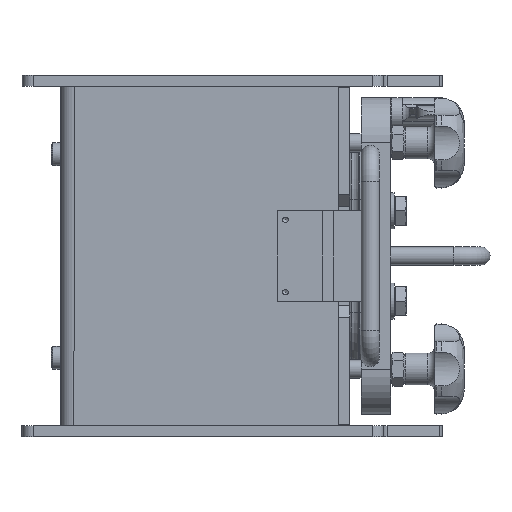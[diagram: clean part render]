
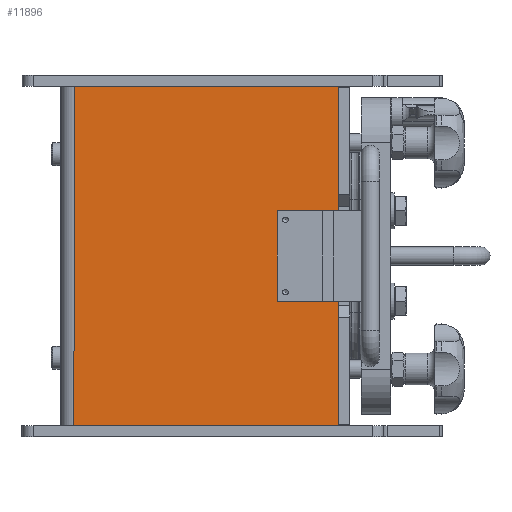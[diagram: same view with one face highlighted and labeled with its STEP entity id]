
A CAD part, left-side view. The second image highlights one B-rep face of the part: STEP entity #11896.
In plain terms, the highlighted planar face has unit normal (-1, 0, 0).
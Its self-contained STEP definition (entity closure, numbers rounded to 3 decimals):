
#598=PLANE('',#12961);
#947=LINE('',#18967,#1694);
#953=LINE('',#18978,#1700);
#960=LINE('',#18992,#1707);
#961=LINE('',#18995,#1708);
#970=LINE('',#19016,#1717);
#1069=LINE('',#19362,#1816);
#1080=LINE('',#19419,#1827);
#1173=LINE('',#19691,#1920);
#1694=VECTOR('',#14751,10.);
#1700=VECTOR('',#14759,10.);
#1707=VECTOR('',#14772,10.);
#1708=VECTOR('',#14775,10.);
#1717=VECTOR('',#14790,10.);
#1816=VECTOR('',#15087,10.);
#1827=VECTOR('',#15136,10.);
#1920=VECTOR('',#15445,10.);
#2650=FACE_OUTER_BOUND('',#3402,.T.);
#3402=EDGE_LOOP('',(#8866,#8867,#8868,#8869,#8870,#8871,#8872,#8873));
#4861=VERTEX_POINT('',#18964);
#4862=VERTEX_POINT('',#18966);
#4866=VERTEX_POINT('',#18976);
#4870=VERTEX_POINT('',#18990);
#4871=VERTEX_POINT('',#18994);
#4880=VERTEX_POINT('',#19014);
#4988=VERTEX_POINT('',#19360);
#5015=VERTEX_POINT('',#19418);
#6105=EDGE_CURVE('',#4862,#4861,#947,.T.);
#6111=EDGE_CURVE('',#4861,#4866,#953,.T.);
#6118=EDGE_CURVE('',#4866,#4870,#960,.T.);
#6119=EDGE_CURVE('',#4862,#4871,#961,.T.);
#6130=EDGE_CURVE('',#4880,#4870,#970,.T.);
#6290=EDGE_CURVE('',#4880,#4988,#1069,.T.);
#6318=EDGE_CURVE('',#5015,#4871,#1080,.T.);
#6455=EDGE_CURVE('',#4988,#5015,#1173,.T.);
#8866=ORIENTED_EDGE('',*,*,#6118,.T.);
#8867=ORIENTED_EDGE('',*,*,#6130,.F.);
#8868=ORIENTED_EDGE('',*,*,#6290,.T.);
#8869=ORIENTED_EDGE('',*,*,#6455,.T.);
#8870=ORIENTED_EDGE('',*,*,#6318,.T.);
#8871=ORIENTED_EDGE('',*,*,#6119,.F.);
#8872=ORIENTED_EDGE('',*,*,#6105,.T.);
#8873=ORIENTED_EDGE('',*,*,#6111,.T.);
#11896=ADVANCED_FACE('',(#2650),#598,.F.);
#12961=AXIS2_PLACEMENT_3D('',#19690,#15443,#15444);
#14751=DIRECTION('',(0.,1.,0.));
#14759=DIRECTION('',(0.,0.,1.));
#14772=DIRECTION('',(0.,-1.,0.));
#14775=DIRECTION('',(0.,0.,-1.));
#14790=DIRECTION('',(0.,0.,-1.));
#15087=DIRECTION('',(0.,1.,0.));
#15136=DIRECTION('',(0.,-1.,0.));
#15443=DIRECTION('center_axis',(1.,0.,0.));
#15444=DIRECTION('ref_axis',(0.,-1.,0.));
#15445=DIRECTION('',(0.,0.,-1.));
#18964=CARTESIAN_POINT('',(-63.,-33.,-95.));
#18966=CARTESIAN_POINT('',(-63.,-60.,-95.));
#18967=CARTESIAN_POINT('',(-63.,-22.206,-95.));
#18976=CARTESIAN_POINT('',(-63.,-33.,-55.));
#18978=CARTESIAN_POINT('',(-63.,-33.,-75.));
#18990=CARTESIAN_POINT('',(-63.,-60.,-55.));
#18992=CARTESIAN_POINT('',(-63.,-22.206,-55.));
#18994=CARTESIAN_POINT('',(-63.,-60.,-150.));
#18995=CARTESIAN_POINT('',(-63.,-60.,4.));
#19014=CARTESIAN_POINT('',(-63.,-60.,0.));
#19016=CARTESIAN_POINT('',(-63.,-60.,4.));
#19360=CARTESIAN_POINT('',(-63.,57.,0.));
#19362=CARTESIAN_POINT('',(-63.,-2.261,0.));
#19418=CARTESIAN_POINT('',(-63.,57.,-150.));
#19419=CARTESIAN_POINT('',(-63.,-2.261,-150.));
#19690=CARTESIAN_POINT('Origin',(-63.,1.492,-75.));
#19691=CARTESIAN_POINT('',(-63.,57.,-75.));
